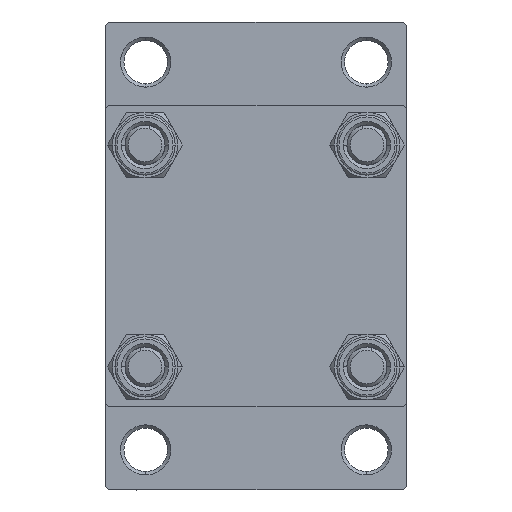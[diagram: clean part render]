
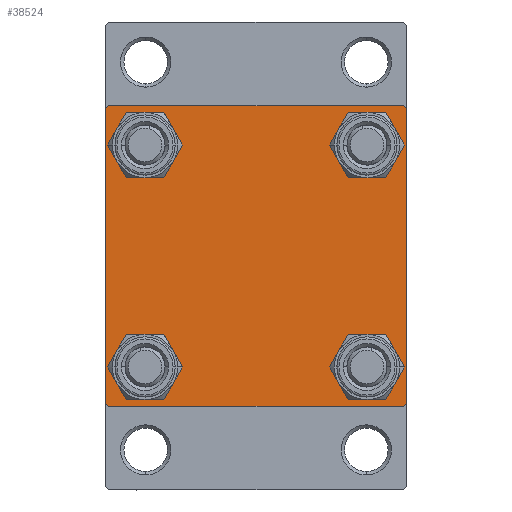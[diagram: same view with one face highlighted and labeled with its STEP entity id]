
A CAD part, left-side view. The second image highlights one B-rep face of the part: STEP entity #38524.
In plain terms, the highlighted planar face has unit normal (-1, 0, 0).
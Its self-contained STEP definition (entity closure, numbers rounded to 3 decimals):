
#39 = ORIENTED_EDGE ( 'NONE', *, *, #47220, .T. ) ;
#163 = EDGE_CURVE ( 'NONE', #31806, #41569, #40646, .T. ) ;
#340 = AXIS2_PLACEMENT_3D ( 'NONE', #16675, #35053, #20790 ) ;
#391 = PLANE ( 'NONE',  #32568 ) ;
#416 = VERTEX_POINT ( 'NONE', #37372 ) ;
#1026 = EDGE_CURVE ( 'NONE', #26056, #4295, #47140, .T. ) ;
#1260 = AXIS2_PLACEMENT_3D ( 'NONE', #2847, #31858, #28464 ) ;
#2107 = CARTESIAN_POINT ( 'NONE',  ( 0., 22., -22.5 ) ) ;
#2418 = DIRECTION ( 'NONE',  ( 0., 0.707, 0.707 ) ) ;
#2847 = CARTESIAN_POINT ( 'NONE',  ( 0., -16.6, 16.6 ) ) ;
#3393 = ORIENTED_EDGE ( 'NONE', *, *, #163, .T. ) ;
#3788 = CARTESIAN_POINT ( 'NONE',  ( 0., 0., 0. ) ) ;
#4025 = FACE_BOUND ( 'NONE', #17781, .T. ) ;
#4295 = VERTEX_POINT ( 'NONE', #46169 ) ;
#5596 = ORIENTED_EDGE ( 'NONE', *, *, #22040, .T. ) ;
#5711 = EDGE_CURVE ( 'NONE', #36286, #8703, #35980, .T. ) ;
#6261 = EDGE_LOOP ( 'NONE', ( #38663, #34707 ) ) ;
#6995 = CARTESIAN_POINT ( 'NONE',  ( 0., -22.5, 22.5 ) ) ;
#7055 = LINE ( 'NONE', #40664, #20968 ) ;
#8703 = VERTEX_POINT ( 'NONE', #11112 ) ;
#8891 = AXIS2_PLACEMENT_3D ( 'NONE', #40815, #44677, #23126 ) ;
#9110 = LINE ( 'NONE', #46344, #24659 ) ;
#9909 = CARTESIAN_POINT ( 'NONE',  ( 0., -16.6, -20.1 ) ) ;
#10332 = ORIENTED_EDGE ( 'NONE', *, *, #35847, .T. ) ;
#10374 = LINE ( 'NONE', #42781, #11595 ) ;
#10801 = DIRECTION ( 'NONE',  ( 0., 0., 1. ) ) ;
#11112 = CARTESIAN_POINT ( 'NONE',  ( 0., -22., 22.5 ) ) ;
#11134 = CIRCLE ( 'NONE', #340, 3.5 ) ;
#11270 = DIRECTION ( 'NONE',  ( 0., 0., 1. ) ) ;
#11549 = AXIS2_PLACEMENT_3D ( 'NONE', #41408, #42109, #34859 ) ;
#11595 = VECTOR ( 'NONE', #2418, 1000. ) ;
#11681 = ORIENTED_EDGE ( 'NONE', *, *, #36808, .T. ) ;
#13710 = CARTESIAN_POINT ( 'NONE',  ( 0., -16.6, -16.6 ) ) ;
#14216 = VERTEX_POINT ( 'NONE', #27677 ) ;
#14845 = VERTEX_POINT ( 'NONE', #36198 ) ;
#16039 = EDGE_CURVE ( 'NONE', #20897, #14216, #37472, .T. ) ;
#16164 = CIRCLE ( 'NONE', #28534, 3.5 ) ;
#16675 = CARTESIAN_POINT ( 'NONE',  ( 0., 16.6, 16.6 ) ) ;
#17781 = EDGE_LOOP ( 'NONE', ( #10332, #3393 ) ) ;
#18453 = CARTESIAN_POINT ( 'NONE',  ( 0., 16.6, -16.6 ) ) ;
#20009 = DIRECTION ( 'NONE',  ( 1., 0., 0. ) ) ;
#20055 = CARTESIAN_POINT ( 'NONE',  ( 0., -22.25, -22.25 ) ) ;
#20280 = ORIENTED_EDGE ( 'NONE', *, *, #39043, .T. ) ;
#20559 = CARTESIAN_POINT ( 'NONE',  ( 0., 16.6, -20.1 ) ) ;
#20790 = DIRECTION ( 'NONE',  ( 0., 0., 1. ) ) ;
#20897 = VERTEX_POINT ( 'NONE', #20559 ) ;
#20968 = VECTOR ( 'NONE', #32922, 1000. ) ;
#21467 = CARTESIAN_POINT ( 'NONE',  ( 0., 22.5, 22.5 ) ) ;
#21900 = FACE_BOUND ( 'NONE', #33191, .T. ) ;
#22040 = EDGE_CURVE ( 'NONE', #416, #45789, #35226, .T. ) ;
#22203 = DIRECTION ( 'NONE',  ( 1., 0., 0. ) ) ;
#22674 = CARTESIAN_POINT ( 'NONE',  ( 0., -16.6, -16.6 ) ) ;
#23026 = DIRECTION ( 'NONE',  ( 0., 0., 1. ) ) ;
#23126 = DIRECTION ( 'NONE',  ( 0., 0., 1. ) ) ;
#23174 = VECTOR ( 'NONE', #34096, 1000. ) ;
#23602 = DIRECTION ( 'NONE',  ( 0., 0., -1. ) ) ;
#24659 = VECTOR ( 'NONE', #23602, 1000. ) ;
#25547 = ORIENTED_EDGE ( 'NONE', *, *, #45718, .T. ) ;
#25768 = FACE_BOUND ( 'NONE', #42327, .T. ) ;
#26056 = VERTEX_POINT ( 'NONE', #45813 ) ;
#26722 = DIRECTION ( 'NONE',  ( 0., -0.707, -0.707 ) ) ;
#27427 = VERTEX_POINT ( 'NONE', #35377 ) ;
#27677 = CARTESIAN_POINT ( 'NONE',  ( 0., 16.6, -13.1 ) ) ;
#28106 = DIRECTION ( 'NONE',  ( 1., 0., 0. ) ) ;
#28464 = DIRECTION ( 'NONE',  ( 0., 0., 1. ) ) ;
#28534 = AXIS2_PLACEMENT_3D ( 'NONE', #18453, #37538, #23026 ) ;
#28957 = EDGE_LOOP ( 'NONE', ( #32666, #39, #11681, #46756, #39569, #45323, #35990, #20280 ) ) ;
#28964 = VECTOR ( 'NONE', #26722, 1000. ) ;
#29638 = DIRECTION ( 'NONE',  ( -1., 0., 0. ) ) ;
#29884 = FACE_OUTER_BOUND ( 'NONE', #28957, .T. ) ;
#30130 = FACE_BOUND ( 'NONE', #6261, .T. ) ;
#30457 = VERTEX_POINT ( 'NONE', #33797 ) ;
#30594 = CARTESIAN_POINT ( 'NONE',  ( 0., 22.25, -22.25 ) ) ;
#30941 = EDGE_CURVE ( 'NONE', #34399, #4295, #42045, .T. ) ;
#31522 = VECTOR ( 'NONE', #43465, 1000. ) ;
#31699 = VECTOR ( 'NONE', #41316, 1000. ) ;
#31806 = VERTEX_POINT ( 'NONE', #9909 ) ;
#31807 = EDGE_CURVE ( 'NONE', #26056, #8703, #10374, .T. ) ;
#31858 = DIRECTION ( 'NONE',  ( 1., 0., 0. ) ) ;
#31879 = CIRCLE ( 'NONE', #44243, 3.5 ) ;
#32568 = AXIS2_PLACEMENT_3D ( 'NONE', #3788, #29638, #11270 ) ;
#32625 = DIRECTION ( 'NONE',  ( 0., 0., -1. ) ) ;
#32666 = ORIENTED_EDGE ( 'NONE', *, *, #33810, .T. ) ;
#32922 = DIRECTION ( 'NONE',  ( 0., 0.707, -0.707 ) ) ;
#33191 = EDGE_LOOP ( 'NONE', ( #5596, #42734 ) ) ;
#33336 = DIRECTION ( 'NONE',  ( 0., 0., 1. ) ) ;
#33354 = LINE ( 'NONE', #44235, #31699 ) ;
#33797 = CARTESIAN_POINT ( 'NONE',  ( 0., 16.6, 13.1 ) ) ;
#33810 = EDGE_CURVE ( 'NONE', #27427, #45887, #9110, .T. ) ;
#33900 = EDGE_CURVE ( 'NONE', #14216, #20897, #16164, .T. ) ;
#33971 = EDGE_CURVE ( 'NONE', #45789, #416, #47063, .T. ) ;
#34096 = DIRECTION ( 'NONE',  ( 0., -0.707, 0.707 ) ) ;
#34399 = VERTEX_POINT ( 'NONE', #35528 ) ;
#34707 = ORIENTED_EDGE ( 'NONE', *, *, #16039, .T. ) ;
#34859 = DIRECTION ( 'NONE',  ( 0., 0., 1. ) ) ;
#35053 = DIRECTION ( 'NONE',  ( 1., 0., 0. ) ) ;
#35226 = CIRCLE ( 'NONE', #1260, 3.5 ) ;
#35365 = CARTESIAN_POINT ( 'NONE',  ( 0., 22., 22.5 ) ) ;
#35377 = CARTESIAN_POINT ( 'NONE',  ( 0., 22.5, 22. ) ) ;
#35528 = CARTESIAN_POINT ( 'NONE',  ( 0., -22., -22.5 ) ) ;
#35619 = DIRECTION ( 'NONE',  ( 0., 0., 1. ) ) ;
#35847 = EDGE_CURVE ( 'NONE', #41569, #31806, #41702, .T. ) ;
#35980 = LINE ( 'NONE', #21467, #31522 ) ;
#35990 = ORIENTED_EDGE ( 'NONE', *, *, #5711, .F. ) ;
#36198 = CARTESIAN_POINT ( 'NONE',  ( 0., 16.6, 20.1 ) ) ;
#36286 = VERTEX_POINT ( 'NONE', #35365 ) ;
#36330 = AXIS2_PLACEMENT_3D ( 'NONE', #13710, #20009, #10801 ) ;
#36808 = EDGE_CURVE ( 'NONE', #43945, #34399, #33354, .T. ) ;
#37372 = CARTESIAN_POINT ( 'NONE',  ( 0., -16.6, 20.1 ) ) ;
#37472 = CIRCLE ( 'NONE', #8891, 3.5 ) ;
#37538 = DIRECTION ( 'NONE',  ( 1., 0., 0. ) ) ;
#38521 = CARTESIAN_POINT ( 'NONE',  ( 0., -16.6, -13.1 ) ) ;
#38524 = ADVANCED_FACE ( 'NONE', ( #21900, #4025, #30130, #25768, #29884 ), #391, .T. ) ;
#38663 = ORIENTED_EDGE ( 'NONE', *, *, #33900, .T. ) ;
#39043 = EDGE_CURVE ( 'NONE', #36286, #27427, #7055, .T. ) ;
#39569 = ORIENTED_EDGE ( 'NONE', *, *, #1026, .F. ) ;
#40646 = CIRCLE ( 'NONE', #43704, 3.5 ) ;
#40664 = CARTESIAN_POINT ( 'NONE',  ( 0., 22.25, 22.25 ) ) ;
#40815 = CARTESIAN_POINT ( 'NONE',  ( 0., 16.6, -16.6 ) ) ;
#41316 = DIRECTION ( 'NONE',  ( 0., -1., 0. ) ) ;
#41408 = CARTESIAN_POINT ( 'NONE',  ( 0., -16.6, 16.6 ) ) ;
#41569 = VERTEX_POINT ( 'NONE', #38521 ) ;
#41702 = CIRCLE ( 'NONE', #36330, 3.5 ) ;
#42045 = LINE ( 'NONE', #20055, #23174 ) ;
#42109 = DIRECTION ( 'NONE',  ( 1., 0., 0. ) ) ;
#42327 = EDGE_LOOP ( 'NONE', ( #25547, #42919 ) ) ;
#42500 = EDGE_CURVE ( 'NONE', #30457, #14845, #31879, .T. ) ;
#42734 = ORIENTED_EDGE ( 'NONE', *, *, #33971, .T. ) ;
#42781 = CARTESIAN_POINT ( 'NONE',  ( 0., -22.25, 22.25 ) ) ;
#42919 = ORIENTED_EDGE ( 'NONE', *, *, #42500, .T. ) ;
#43465 = DIRECTION ( 'NONE',  ( 0., -1., 0. ) ) ;
#43704 = AXIS2_PLACEMENT_3D ( 'NONE', #22674, #22203, #33336 ) ;
#43945 = VERTEX_POINT ( 'NONE', #2107 ) ;
#43992 = CARTESIAN_POINT ( 'NONE',  ( 0., 22.5, -22. ) ) ;
#44235 = CARTESIAN_POINT ( 'NONE',  ( 0., 22.5, -22.5 ) ) ;
#44243 = AXIS2_PLACEMENT_3D ( 'NONE', #46494, #28106, #35619 ) ;
#44646 = LINE ( 'NONE', #30594, #28964 ) ;
#44677 = DIRECTION ( 'NONE',  ( 1., 0., 0. ) ) ;
#45323 = ORIENTED_EDGE ( 'NONE', *, *, #31807, .T. ) ;
#45718 = EDGE_CURVE ( 'NONE', #14845, #30457, #11134, .T. ) ;
#45789 = VERTEX_POINT ( 'NONE', #46420 ) ;
#45813 = CARTESIAN_POINT ( 'NONE',  ( 0., -22.5, 22. ) ) ;
#45887 = VERTEX_POINT ( 'NONE', #43992 ) ;
#46049 = VECTOR ( 'NONE', #32625, 1000. ) ;
#46169 = CARTESIAN_POINT ( 'NONE',  ( 0., -22.5, -22. ) ) ;
#46344 = CARTESIAN_POINT ( 'NONE',  ( 0., 22.5, 22.5 ) ) ;
#46420 = CARTESIAN_POINT ( 'NONE',  ( 0., -16.6, 13.1 ) ) ;
#46494 = CARTESIAN_POINT ( 'NONE',  ( 0., 16.6, 16.6 ) ) ;
#46756 = ORIENTED_EDGE ( 'NONE', *, *, #30941, .T. ) ;
#47063 = CIRCLE ( 'NONE', #11549, 3.5 ) ;
#47140 = LINE ( 'NONE', #6995, #46049 ) ;
#47220 = EDGE_CURVE ( 'NONE', #45887, #43945, #44646, .T. ) ;
